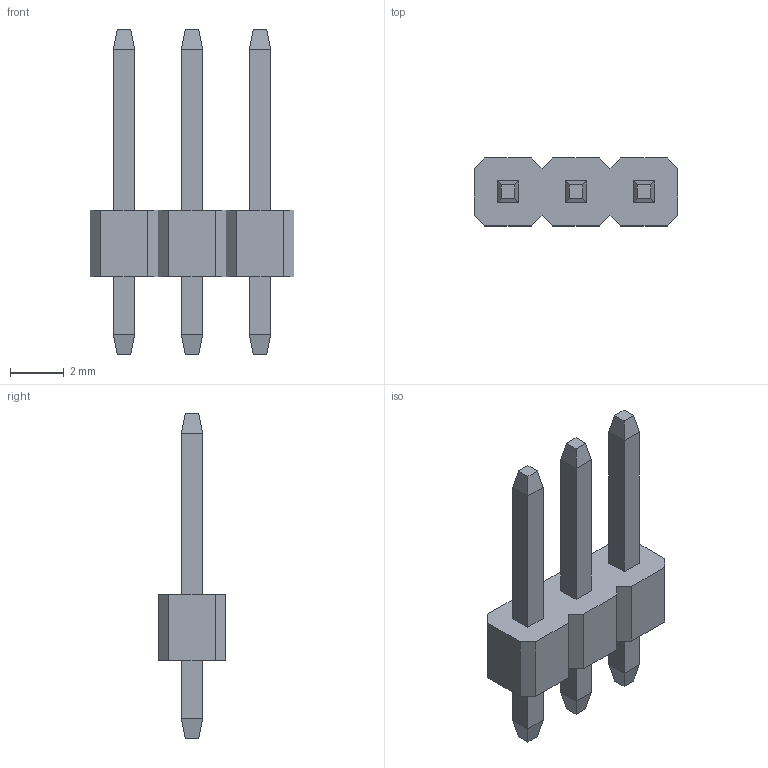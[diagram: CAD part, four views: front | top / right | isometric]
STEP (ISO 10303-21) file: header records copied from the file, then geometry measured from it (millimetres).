
FILE_DESCRIPTION(/* description */ (''),/* implementation_level */ '2;1');
FILE_NAME(/* name */ '3_1_Pin_Breakaway.step',/* time_stamp */ '2024-02-22T10:45:36+01:00',/* author */ (''),/* organization */ (''),/* preprocessor_version */ 'ST-DEVELOPER v20',/* originating_system */ 'Autodesk Translation Framework v12.20.1.177',/* authorisation */ '');
FILE_SCHEMA (('AUTOMOTIVE_DESIGN { 1 0 10303 214 3 1 1 }'));
Length unit declared in the file: millimetre
Products named in the file (1): 3_1_Pin_Breakaway
Bounding box: 7.62 x 2.54 x 12.15 mm (x, y, z)
Volume: 63.6 mm3; surface area: 224.4 mm2
Topology: 4 solids, 4 shells, 76 faces, 180 edges, 112 vertices
Faces by surface type: plane 76
Entity records: 2168 total; most frequent: CARTESIAN_POINT 369, ORIENTED_EDGE 360, DIRECTION 334, LINE 180, VECTOR 180, EDGE_CURVE 180, VERTEX_POINT 112, EDGE_LOOP 82
